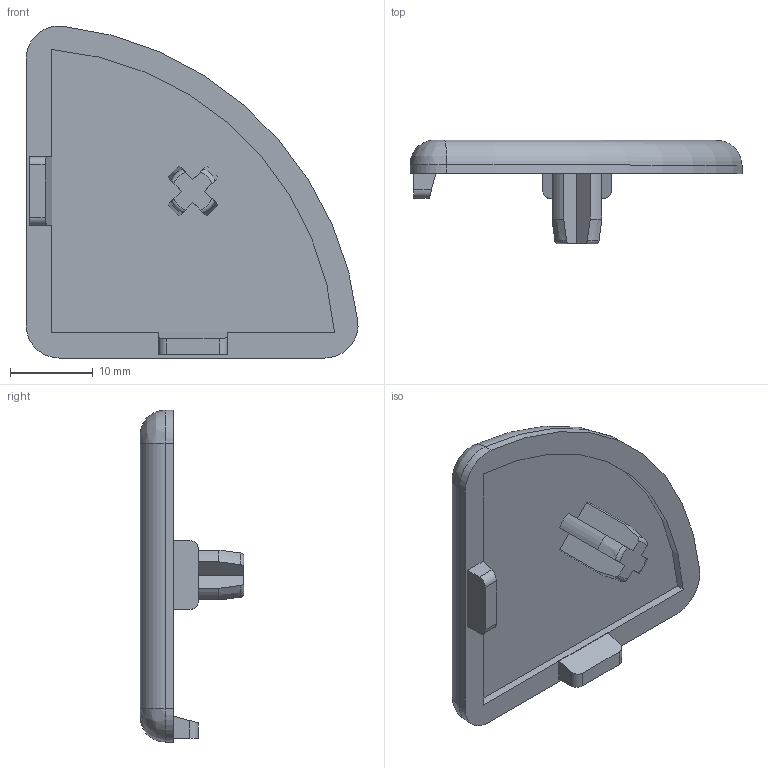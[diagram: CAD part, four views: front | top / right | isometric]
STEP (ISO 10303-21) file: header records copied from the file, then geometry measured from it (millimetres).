
FILE_DESCRIPTION(/* description */ ('STEP AP214'),/* implementation_level */ '2;1');
FILE_NAME(/* name */ '1008342.stp',/* time_stamp */ '2024-05-21T11:58:05+02:00',/* author */ ('b.steehouwer'),/* organization */ ('CADENAS'),/* preprocessor_version */ 'ST-DEVELOPER v18.1',/* originating_system */ 'Autodesk Inventor 2021',/* authorisation */ ' ');
FILE_SCHEMA (('AUTOMOTIVE_DESIGN { 1 0 10303 214 3 1 1 }'));
Length unit declared in the file: millimetre
Products named in the file (1): 1008342
Bounding box: 40.02 x 12.5 x 40.02 mm (x, y, z)
Volume: 4231.7 mm3; surface area: 3361.8 mm2
Topology: 1 solids, 1 shells, 55 faces, 143 edges, 92 vertices
Faces by surface type: plane 28, cylinder 15, torus 5, cone 4, bspline 3
Entity records: 1803 total; most frequent: CARTESIAN_POINT 415, ORIENTED_EDGE 286, DIRECTION 277, EDGE_CURVE 143, AXIS2_PLACEMENT_3D 97, VERTEX_POINT 92, LINE 83, VECTOR 83
